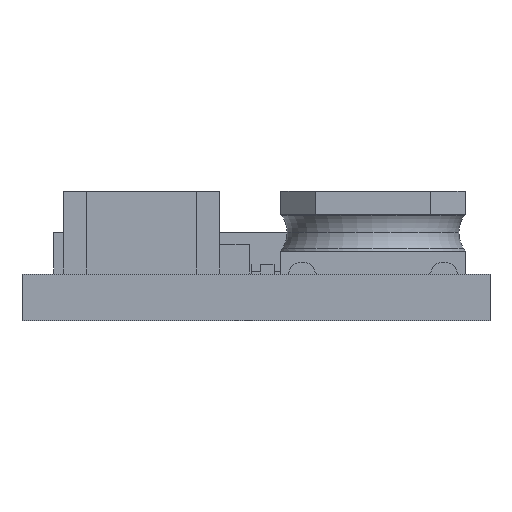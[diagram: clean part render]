
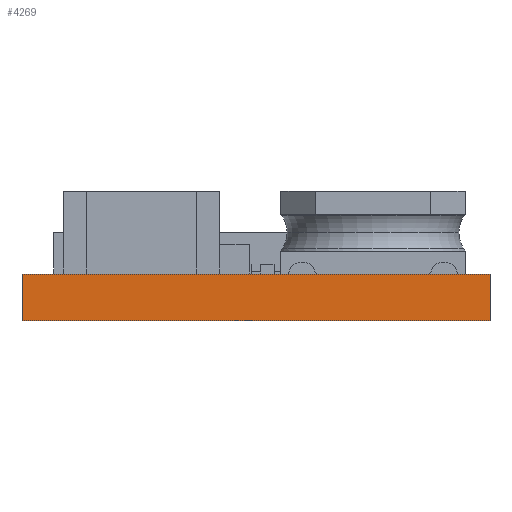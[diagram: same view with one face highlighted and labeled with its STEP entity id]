
A CAD part, front view. The second image highlights one B-rep face of the part: STEP entity #4269.
In plain terms, the highlighted planar face has unit normal (0, -1, 0).
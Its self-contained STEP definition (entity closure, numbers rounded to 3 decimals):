
#135 = DIRECTION ( 'NONE',  ( 0., 1., 0. ) ) ;
#1065 = VECTOR ( 'NONE', #23495, 1000. ) ;
#1462 = EDGE_CURVE ( 'NONE', #29272, #32778, #11697, .T. ) ;
#3043 = DIRECTION ( 'NONE',  ( 0., 0., 1. ) ) ;
#3435 = AXIS2_PLACEMENT_3D ( 'NONE', #15453, #135, #3043 ) ;
#3676 = LINE ( 'NONE', #28078, #13663 ) ;
#4269 = ADVANCED_FACE ( 'NONE', ( #14259 ), #25709, .F. ) ;
#4528 = LINE ( 'NONE', #8661, #28720 ) ;
#5617 = EDGE_LOOP ( 'NONE', ( #20320, #21100, #17671, #31966 ) ) ;
#5676 = EDGE_CURVE ( 'NONE', #32778, #18571, #4528, .T. ) ;
#6271 = DIRECTION ( 'NONE',  ( 1., 0., 0. ) ) ;
#7612 = CARTESIAN_POINT ( 'NONE',  ( 0., 0., 1.016 ) ) ;
#8661 = CARTESIAN_POINT ( 'NONE',  ( 0., 0., 0. ) ) ;
#9435 = EDGE_CURVE ( 'NONE', #29272, #11126, #3676, .T. ) ;
#10859 = VECTOR ( 'NONE', #15672, 1000. ) ;
#11126 = VERTEX_POINT ( 'NONE', #23818 ) ;
#11697 = LINE ( 'NONE', #25907, #10859 ) ;
#13663 = VECTOR ( 'NONE', #22541, 1000. ) ;
#14259 = FACE_OUTER_BOUND ( 'NONE', #5617, .T. ) ;
#15453 = CARTESIAN_POINT ( 'NONE',  ( 0., 0., 1.016 ) ) ;
#15672 = DIRECTION ( 'NONE',  ( 0., 0., -1. ) ) ;
#17671 = ORIENTED_EDGE ( 'NONE', *, *, #9435, .F. ) ;
#18571 = VERTEX_POINT ( 'NONE', #24270 ) ;
#20320 = ORIENTED_EDGE ( 'NONE', *, *, #5676, .T. ) ;
#21100 = ORIENTED_EDGE ( 'NONE', *, *, #24279, .F. ) ;
#22541 = DIRECTION ( 'NONE',  ( 1., 0., 0. ) ) ;
#23495 = DIRECTION ( 'NONE',  ( 0., 0., -1. ) ) ;
#23818 = CARTESIAN_POINT ( 'NONE',  ( 10.16, 0., 1.016 ) ) ;
#24270 = CARTESIAN_POINT ( 'NONE',  ( 10.16, 0., 0. ) ) ;
#24279 = EDGE_CURVE ( 'NONE', #11126, #18571, #29291, .T. ) ;
#25709 = PLANE ( 'NONE',  #3435 ) ;
#25907 = CARTESIAN_POINT ( 'NONE',  ( 0., 0., 1.016 ) ) ;
#28078 = CARTESIAN_POINT ( 'NONE',  ( 0., 0., 1.016 ) ) ;
#28720 = VECTOR ( 'NONE', #6271, 1000. ) ;
#29272 = VERTEX_POINT ( 'NONE', #7612 ) ;
#29291 = LINE ( 'NONE', #31038, #1065 ) ;
#29337 = CARTESIAN_POINT ( 'NONE',  ( 0., 0., 0. ) ) ;
#31038 = CARTESIAN_POINT ( 'NONE',  ( 10.16, 0., 1.016 ) ) ;
#31966 = ORIENTED_EDGE ( 'NONE', *, *, #1462, .T. ) ;
#32778 = VERTEX_POINT ( 'NONE', #29337 ) ;
